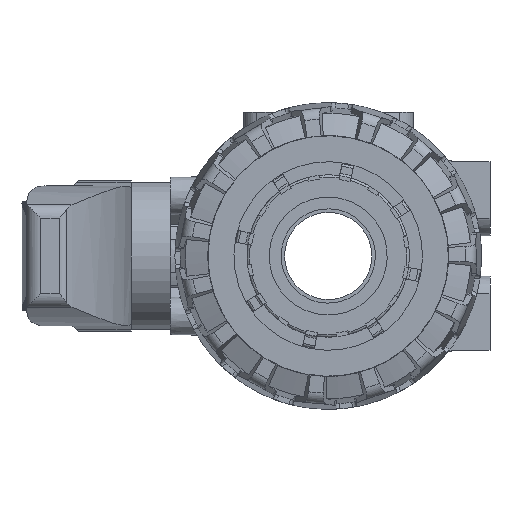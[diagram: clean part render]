
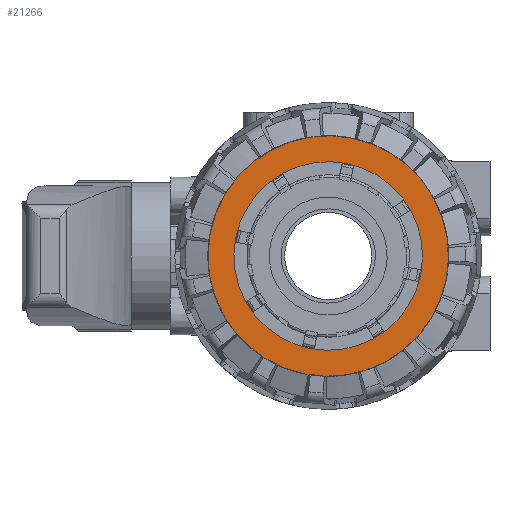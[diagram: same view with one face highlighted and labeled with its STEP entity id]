
A CAD part, left-side view. The second image highlights one B-rep face of the part: STEP entity #21266.
In plain terms, the highlighted face is planar.
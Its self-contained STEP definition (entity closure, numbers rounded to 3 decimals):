
#1752=FACE_BOUND('',#4642,.T.);
#2154=CIRCLE('',#22995,25.5);
#2174=CIRCLE('',#23036,20.);
#3391=FACE_OUTER_BOUND('',#4641,.T.);
#4641=EDGE_LOOP('',(#17239));
#4642=EDGE_LOOP('',(#17240));
#8870=VERTEX_POINT('',#38057);
#8895=VERTEX_POINT('',#38150);
#11649=EDGE_CURVE('',#8870,#8870,#2154,.T.);
#11692=EDGE_CURVE('',#8895,#8895,#2174,.T.);
#17239=ORIENTED_EDGE('',*,*,#11649,.T.);
#17240=ORIENTED_EDGE('',*,*,#11692,.T.);
#20157=PLANE('',#23202);
#21266=ADVANCED_FACE('',(#3391,#1752),#20157,.T.);
#22995=AXIS2_PLACEMENT_3D('',#38058,#27633,#27634);
#23036=AXIS2_PLACEMENT_3D('',#38151,#27719,#27720);
#23202=AXIS2_PLACEMENT_3D('',#38976,#28108,#28109);
#27633=DIRECTION('center_axis',(0.,1.,0.));
#27634=DIRECTION('ref_axis',(-1.,0.,0.));
#27719=DIRECTION('center_axis',(0.,-1.,0.));
#27720=DIRECTION('ref_axis',(0.,0.,1.));
#28108=DIRECTION('center_axis',(0.,1.,0.));
#28109=DIRECTION('ref_axis',(0.,0.,1.));
#38057=CARTESIAN_POINT('',(-25.5,27.1,0.));
#38058=CARTESIAN_POINT('Origin',(0.,27.1,0.));
#38150=CARTESIAN_POINT('',(0.,27.1,20.));
#38151=CARTESIAN_POINT('Origin',(0.,27.1,0.));
#38976=CARTESIAN_POINT('Origin',(-12.75,27.1,0.));
